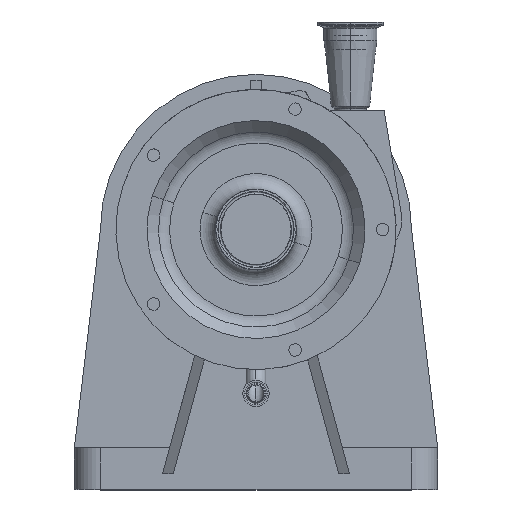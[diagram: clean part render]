
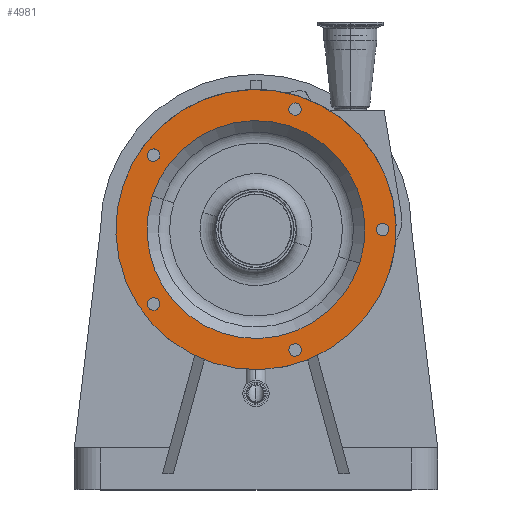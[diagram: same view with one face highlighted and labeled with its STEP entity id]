
A CAD part, top view. The second image highlights one B-rep face of the part: STEP entity #4981.
In plain terms, the highlighted planar face has unit normal (0, 0, 1).
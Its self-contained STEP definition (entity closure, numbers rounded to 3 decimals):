
#2199 = AXIS2_PLACEMENT_3D ( 'NONE', #2206, #2209, #2211 ) ;
#2206 = CARTESIAN_POINT ( 'NONE',  ( 122., 0., 284. ) ) ;
#2209 = DIRECTION ( 'NONE',  ( 0., 0., 1. ) ) ;
#2211 = DIRECTION ( 'NONE',  ( 0., -1., 0. ) ) ;
#2793 = AXIS2_PLACEMENT_3D ( 'NONE', #2802, #2801, #2800 ) ;
#2800 = DIRECTION ( 'NONE',  ( -0.588, 0.809, 0. ) ) ;
#2801 = DIRECTION ( 'NONE',  ( 0., 0., 1. ) ) ;
#2802 = CARTESIAN_POINT ( 'NONE',  ( -98.7, -71.71, 284. ) ) ;
#2825 = DIRECTION ( 'NONE',  ( 0.951, -0.309, 0. ) ) ;
#2826 = DIRECTION ( 'NONE',  ( 0., 0., 1. ) ) ;
#2829 = CARTESIAN_POINT ( 'NONE',  ( 37.7, 116.029, 284. ) ) ;
#2831 = AXIS2_PLACEMENT_3D ( 'NONE', #2829, #2826, #2825 ) ;
#2848 = CARTESIAN_POINT ( 'NONE',  ( -102.227, -76.564, 284. ) ) ;
#2853 = CIRCLE ( 'NONE', #2793, 6. ) ;
#2870 = CARTESIAN_POINT ( 'NONE',  ( -92.994, 69.856, 284. ) ) ;
#2875 = CARTESIAN_POINT ( 'NONE',  ( 37.7, 122.029, 284. ) ) ;
#2878 = CIRCLE ( 'NONE', #2831, 6. ) ;
#2980 = DIRECTION ( 'NONE',  ( 0.588, 0.809, 0. ) ) ;
#2981 = DIRECTION ( 'NONE',  ( 0., 0., 1. ) ) ;
#2982 = CARTESIAN_POINT ( 'NONE',  ( -98.7, 71.71, 284. ) ) ;
#2983 = AXIS2_PLACEMENT_3D ( 'NONE', #2982, #2981, #2980 ) ;
#2985 = CARTESIAN_POINT ( 'NONE',  ( 34.173, -111.175, 284. ) ) ;
#2999 = CIRCLE ( 'NONE', #2983, 6. ) ;
#3000 = DIRECTION ( 'NONE',  ( -0.588, 0.809, 0. ) ) ;
#3001 = DIRECTION ( 'NONE',  ( 0., 0., 1. ) ) ;
#3002 = CIRCLE ( 'NONE', #3012, 6. ) ;
#3006 = CARTESIAN_POINT ( 'NONE',  ( 116.294, -1.854, 284. ) ) ;
#3009 = DIRECTION ( 'NONE',  ( 0.951, -0.309, 0. ) ) ;
#3010 = DIRECTION ( 'NONE',  ( 0., 0., 1. ) ) ;
#3011 = CARTESIAN_POINT ( 'NONE',  ( 37.7, 116.029, 284. ) ) ;
#3012 = AXIS2_PLACEMENT_3D ( 'NONE', #3011, #3010, #3009 ) ;
#3020 = CARTESIAN_POINT ( 'NONE',  ( -98.7, -71.71, 284. ) ) ;
#3022 = CIRCLE ( 'NONE', #3045, 6. ) ;
#3045 = AXIS2_PLACEMENT_3D ( 'NONE', #3020, #3001, #3000 ) ;
#3065 = CARTESIAN_POINT ( 'NONE',  ( 37.7, 110.029, 284. ) ) ;
#3160 = DIRECTION ( 'NONE',  ( 0.951, -0.309, 0. ) ) ;
#3161 = DIRECTION ( 'NONE',  ( 0., 0., 1. ) ) ;
#3162 = CARTESIAN_POINT ( 'NONE',  ( 0., 0., 284. ) ) ;
#3166 = CARTESIAN_POINT ( 'NONE',  ( 41.227, -120.883, 284. ) ) ;
#3176 = AXIS2_PLACEMENT_3D ( 'NONE', #3162, #3161, #3160 ) ;
#3194 = CIRCLE ( 'NONE', #3292, 6. ) ;
#3195 = CARTESIAN_POINT ( 'NONE',  ( 127.706, 1.854, 284. ) ) ;
#3219 = CIRCLE ( 'NONE', #2199, 6. ) ;
#3220 = DIRECTION ( 'NONE',  ( -0.951, -0.309, 0. ) ) ;
#3258 = CARTESIAN_POINT ( 'NONE',  ( 37.7, -116.029, 284. ) ) ;
#3261 = AXIS2_PLACEMENT_3D ( 'NONE', #3258, #3262, #3220 ) ;
#3262 = DIRECTION ( 'NONE',  ( 0., 0., 1. ) ) ;
#3263 = CIRCLE ( 'NONE', #3261, 6. ) ;
#3289 = DIRECTION ( 'NONE',  ( 0., -1., 0. ) ) ;
#3290 = DIRECTION ( 'NONE',  ( 0., 0., 1. ) ) ;
#3291 = CARTESIAN_POINT ( 'NONE',  ( 122., 0., 284. ) ) ;
#3292 = AXIS2_PLACEMENT_3D ( 'NONE', #3291, #3290, #3289 ) ;
#3341 = CIRCLE ( 'NONE', #3176, 105. ) ;
#3691 = CARTESIAN_POINT ( 'NONE',  ( 99.861, -32.447, 284. ) ) ;
#3692 = CARTESIAN_POINT ( 'NONE',  ( -99.861, 32.447, 284. ) ) ;
#3739 = FACE_BOUND ( 'NONE', #5004, .T. ) ;
#3749 = DIRECTION ( 'NONE',  ( -0.951, 0.309, 0. ) ) ;
#3751 = FACE_BOUND ( 'NONE', #4801, .T. ) ;
#3754 = PLANE ( 'NONE',  #3770 ) ;
#3756 = FACE_OUTER_BOUND ( 'NONE', #4795, .T. ) ;
#3757 = FACE_BOUND ( 'NONE', #4468, .T. ) ;
#3758 = FACE_BOUND ( 'NONE', #4946, .T. ) ;
#3759 = FACE_BOUND ( 'NONE', #4898, .T. ) ;
#3761 = FACE_BOUND ( 'NONE', #4804, .T. ) ;
#3762 = DIRECTION ( 'NONE',  ( 0., 0., -1. ) ) ;
#3766 = CARTESIAN_POINT ( 'NONE',  ( 12.052, 37.091, 284. ) ) ;
#3770 = AXIS2_PLACEMENT_3D ( 'NONE', #3766, #3762, #3749 ) ;
#3785 = CIRCLE ( 'NONE', #3793, 6. ) ;
#3790 = DIRECTION ( 'NONE',  ( -0.951, -0.309, 0. ) ) ;
#3791 = DIRECTION ( 'NONE',  ( 0., 0., 1. ) ) ;
#3792 = CARTESIAN_POINT ( 'NONE',  ( 37.7, -116.029, 284. ) ) ;
#3793 = AXIS2_PLACEMENT_3D ( 'NONE', #3792, #3791, #3790 ) ;
#3870 = CARTESIAN_POINT ( 'NONE',  ( -98.7, 71.71, 284. ) ) ;
#3871 = CIRCLE ( 'NONE', #3875, 6. ) ;
#3873 = DIRECTION ( 'NONE',  ( 0.588, 0.809, 0. ) ) ;
#3874 = DIRECTION ( 'NONE',  ( 0., 0., 1. ) ) ;
#3875 = AXIS2_PLACEMENT_3D ( 'NONE', #3870, #3874, #3873 ) ;
#3881 = CARTESIAN_POINT ( 'NONE',  ( -95.173, -66.856, 284. ) ) ;
#3882 = CARTESIAN_POINT ( 'NONE',  ( -104.406, 73.564, 284. ) ) ;
#3926 = AXIS2_PLACEMENT_3D ( 'NONE', #3940, #3975, #3974 ) ;
#3934 = CIRCLE ( 'NONE', #3926, 105. ) ;
#3940 = CARTESIAN_POINT ( 'NONE',  ( 0., 0., 284. ) ) ;
#3974 = DIRECTION ( 'NONE',  ( 0.951, -0.309, 0. ) ) ;
#3975 = DIRECTION ( 'NONE',  ( 0., 0., 1. ) ) ;
#3999 = CARTESIAN_POINT ( 'NONE',  ( 128.393, -41.717, 284. ) ) ;
#4042 = CARTESIAN_POINT ( 'NONE',  ( -128.393, 41.717, 284. ) ) ;
#4049 = CIRCLE ( 'NONE', #4058, 135. ) ;
#4058 = AXIS2_PLACEMENT_3D ( 'NONE', #4127, #4088, #4097 ) ;
#4088 = DIRECTION ( 'NONE',  ( 0., 0., 1. ) ) ;
#4097 = DIRECTION ( 'NONE',  ( 0.951, -0.309, 0. ) ) ;
#4127 = CARTESIAN_POINT ( 'NONE',  ( 0., 0., 284. ) ) ;
#4468 = EDGE_LOOP ( 'NONE', ( #4889, #5098 ) ) ;
#4469 = ORIENTED_EDGE ( 'NONE', *, *, #5520, .T. ) ;
#4663 = EDGE_CURVE ( 'NONE', #5041, #4665, #2853, .T. ) ;
#4665 = VERTEX_POINT ( 'NONE', #2848 ) ;
#4689 = VERTEX_POINT ( 'NONE', #2870 ) ;
#4691 = VERTEX_POINT ( 'NONE', #2875 ) ;
#4696 = EDGE_CURVE ( 'NONE', #4833, #4691, #2878, .T. ) ;
#4777 = ORIENTED_EDGE ( 'NONE', *, *, #4802, .F. ) ;
#4778 = EDGE_CURVE ( 'NONE', #4691, #4833, #3002, .T. ) ;
#4785 = VERTEX_POINT ( 'NONE', #3006 ) ;
#4787 = ORIENTED_EDGE ( 'NONE', *, *, #4992, .F. ) ;
#4789 = ORIENTED_EDGE ( 'NONE', *, *, #4957, .F. ) ;
#4791 = EDGE_CURVE ( 'NONE', #4665, #5041, #3022, .T. ) ;
#4795 = EDGE_LOOP ( 'NONE', ( #4799, #4469 ) ) ;
#4799 = ORIENTED_EDGE ( 'NONE', *, *, #5123, .T. ) ;
#4800 = VERTEX_POINT ( 'NONE', #2985 ) ;
#4801 = EDGE_LOOP ( 'NONE', ( #4978, #4892 ) ) ;
#4802 = EDGE_CURVE ( 'NONE', #5047, #4689, #2999, .T. ) ;
#4804 = EDGE_LOOP ( 'NONE', ( #4787, #4952 ) ) ;
#4833 = VERTEX_POINT ( 'NONE', #3065 ) ;
#4883 = VERTEX_POINT ( 'NONE', #3166 ) ;
#4884 = EDGE_CURVE ( 'NONE', #4967, #4966, #3341, .T. ) ;
#4889 = ORIENTED_EDGE ( 'NONE', *, *, #5094, .F. ) ;
#4892 = ORIENTED_EDGE ( 'NONE', *, *, #4696, .F. ) ;
#4894 = ORIENTED_EDGE ( 'NONE', *, *, #4939, .F. ) ;
#4898 = EDGE_LOOP ( 'NONE', ( #4789, #4894 ) ) ;
#4937 = VERTEX_POINT ( 'NONE', #3195 ) ;
#4939 = EDGE_CURVE ( 'NONE', #4785, #4937, #3194, .T. ) ;
#4946 = EDGE_LOOP ( 'NONE', ( #4953, #4961 ) ) ;
#4950 = EDGE_CURVE ( 'NONE', #4800, #4883, #3263, .T. ) ;
#4952 = ORIENTED_EDGE ( 'NONE', *, *, #4950, .F. ) ;
#4953 = ORIENTED_EDGE ( 'NONE', *, *, #4791, .F. ) ;
#4957 = EDGE_CURVE ( 'NONE', #4937, #4785, #3219, .T. ) ;
#4961 = ORIENTED_EDGE ( 'NONE', *, *, #4663, .F. ) ;
#4966 = VERTEX_POINT ( 'NONE', #3691 ) ;
#4967 = VERTEX_POINT ( 'NONE', #3692 ) ;
#4978 = ORIENTED_EDGE ( 'NONE', *, *, #4778, .F. ) ;
#4981 = ADVANCED_FACE ( 'NONE', ( #3759, #3761, #3758, #3739, #3751, #3756, #3757 ), #3754, .F. ) ;
#4992 = EDGE_CURVE ( 'NONE', #4883, #4800, #3785, .T. ) ;
#5004 = EDGE_LOOP ( 'NONE', ( #4777, #5011 ) ) ;
#5011 = ORIENTED_EDGE ( 'NONE', *, *, #5046, .F. ) ;
#5041 = VERTEX_POINT ( 'NONE', #3881 ) ;
#5046 = EDGE_CURVE ( 'NONE', #4689, #5047, #3871, .T. ) ;
#5047 = VERTEX_POINT ( 'NONE', #3882 ) ;
#5094 = EDGE_CURVE ( 'NONE', #4966, #4967, #3934, .T. ) ;
#5098 = ORIENTED_EDGE ( 'NONE', *, *, #4884, .F. ) ;
#5123 = EDGE_CURVE ( 'NONE', #5130, #5125, #4049, .T. ) ;
#5125 = VERTEX_POINT ( 'NONE', #4042 ) ;
#5130 = VERTEX_POINT ( 'NONE', #3999 ) ;
#5520 = EDGE_CURVE ( 'NONE', #5125, #5130, #6275, .T. ) ;
#6249 = DIRECTION ( 'NONE',  ( 0.951, -0.309, 0. ) ) ;
#6250 = DIRECTION ( 'NONE',  ( 0., 0., 1. ) ) ;
#6251 = CARTESIAN_POINT ( 'NONE',  ( 0., 0., 284. ) ) ;
#6274 = AXIS2_PLACEMENT_3D ( 'NONE', #6251, #6250, #6249 ) ;
#6275 = CIRCLE ( 'NONE', #6274, 135. ) ;
